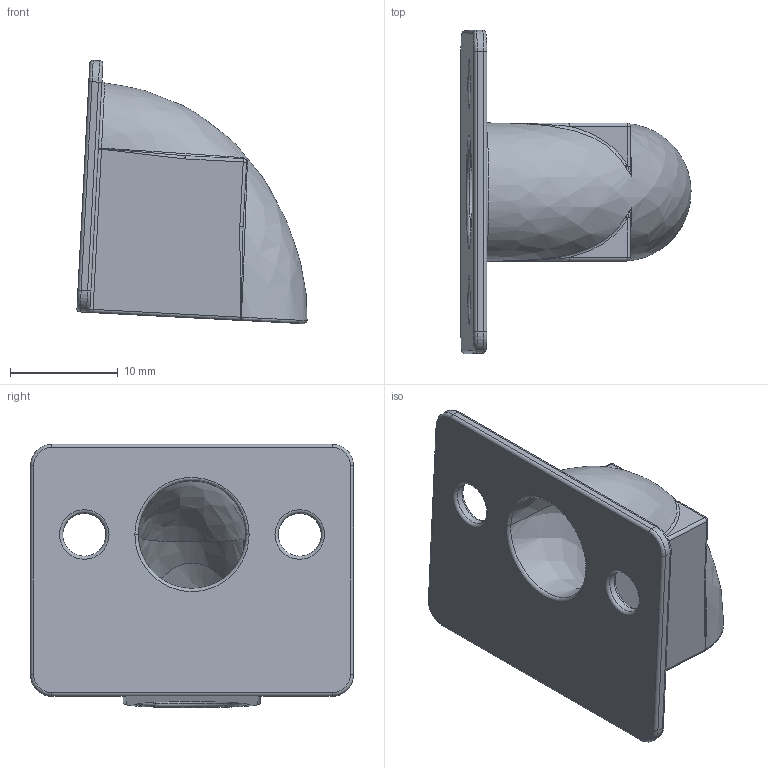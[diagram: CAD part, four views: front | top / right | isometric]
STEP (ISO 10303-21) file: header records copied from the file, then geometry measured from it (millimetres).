
FILE_DESCRIPTION(/* description */ (''),/* implementation_level */ '2;1');
FILE_NAME(/* name */ 'Air-Inlet-Down v2.step',/* time_stamp */ '2023-07-23T16:31:44+08:00',/* author */ (''),/* organization */ (''),/* preprocessor_version */ 'ST-DEVELOPER v19.2',/* originating_system */ 'Autodesk Translation Framework v12.6.0.85',/* authorisation */ '');
FILE_SCHEMA (('AUTOMOTIVE_DESIGN { 1 0 10303 214 3 1 1 }'));
Length unit declared in the file: millimetre
Products named in the file (2): Air-Inlet-Down; Gland-Replace
Assembly tree (1 placements, depth 2):
  Air-Inlet-Down
    Gland-Replace
Bounding box: 21.36 x 30 x 24.46 mm (x, y, z)
Volume: 2739.6 mm3; surface area: 2943.2 mm2
Topology: 1 solids, 1 shells, 87 faces, 197 edges, 110 vertices
Faces by surface type: bspline 30, cylinder 25, torus 14, plane 12, sphere 6
Full cylindrical faces by diameter (mm): 4 x2
Entity records: 3634 total; most frequent: CARTESIAN_POINT 1777, ORIENTED_EDGE 390, DIRECTION 356, EDGE_CURVE 195, AXIS2_PLACEMENT_3D 154, VERTEX_POINT 110, CIRCLE 94, EDGE_LOOP 93
